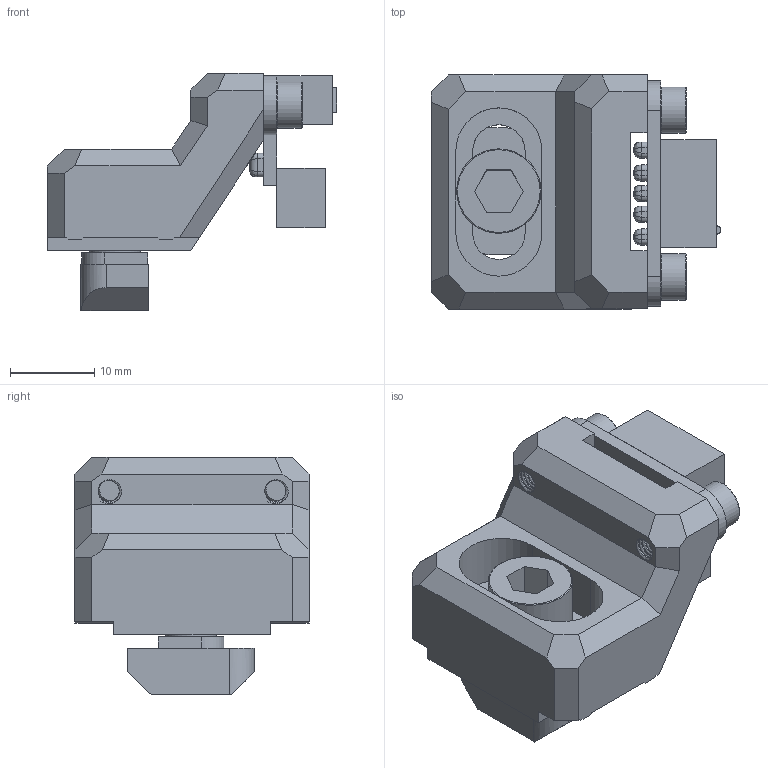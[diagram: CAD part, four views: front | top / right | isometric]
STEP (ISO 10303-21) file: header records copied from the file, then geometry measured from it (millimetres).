
FILE_DESCRIPTION(/* description */ (''),/* implementation_level */ '2;1');
FILE_NAME(/* name */ 'Reverse XStop Mount v6.step',/* time_stamp */ '2021-08-06T15:59:16+02:00',/* author */ (''),/* organization */ (''),/* preprocessor_version */ 'ST-DEVELOPER v18.1',/* originating_system */ 'Autodesk Translation Framework v10.9.0.1377',/* authorisation */ '');
FILE_SCHEMA (('AUTOMOTIVE_DESIGN { 1 0 10303 214 3 1 1 }'));
Length unit declared in the file: millimetre
Products named in the file (23): Reverse XStop Mount; Reverse X Endstop; DIN 912 M3 6 mm (2); DIN 912 M3 6 mm (1); Angled endstop <1> (1); Part 12 (1); Part 2 (1) (1); Part 9 (1); Part 6 (1); Part 11 (1); Part 3 (2) (1); Part 7 (1); Part 14 (1); Part 13 (1); Part 10 (1); Part 5 (1) (1); Part 8 (1); Part 1 (2) (1); Part 4 (1) (1); top_endstop_angled (1); y_max_endstop_angled_endstop v2; DIN 912 M6 12 mm; 3030 Nut M6
Assembly tree (22 placements, depth 4):
  Reverse XStop Mount
    Reverse X Endstop
      DIN 912 M3 6 mm (2)
      DIN 912 M3 6 mm (1)
      Angled endstop <1> (1)
        Part 12 (1)
        Part 2 (1) (1)
        Part 9 (1)
        Part 6 (1)
        Part 11 (1)
        Part 3 (2) (1)
        Part 7 (1)
        Part 14 (1)
        Part 13 (1)
        Part 10 (1)
        Part 5 (1) (1)
        Part 8 (1)
        Part 1 (2) (1)
        Part 4 (1) (1)
      top_endstop_angled (1)
    y_max_endstop_angled_endstop v2
      DIN 912 M6 12 mm
      3030 Nut M6
Bounding box: 34.28 x 27.75 x 28.17 mm (x, y, z)
Volume: 9306.6 mm3; surface area: 6673.5 mm2
Topology: 19 solids, 19 shells, 354 faces, 836 edges, 532 vertices
Faces by surface type: plane 167, cylinder 124, bspline 52, torus 6, cone 5
Full cylindrical faces by diameter (mm): 2.529 x16, 2.9 x6, 3 x2, 3.086 x8, 5.5 x2, 6 x2, 6.5 x8, 10 x1
Entity records: 25115 total; most frequent: CARTESIAN_POINT 16689, ORIENTED_EDGE 1672, DIRECTION 1454, EDGE_CURVE 836, VERTEX_POINT 532, LINE 488, VECTOR 488, AXIS2_PLACEMENT_3D 483
